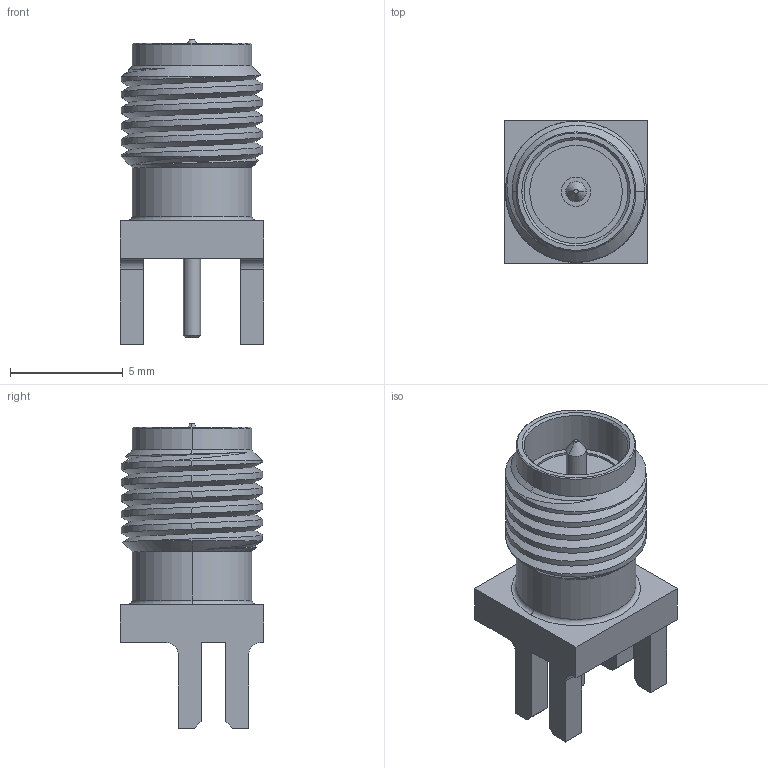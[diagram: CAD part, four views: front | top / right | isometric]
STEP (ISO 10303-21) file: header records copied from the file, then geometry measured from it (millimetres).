
FILE_DESCRIPTION (( 'STEP AP214' ), '1' );
FILE_NAME ('31-462-D3-1.1.STEP', '2024-08-12T19:45:20', ( '' ), ( '' ), 'SwSTEP 2.0', 'SolidWorks 2024', '' );
FILE_SCHEMA (( 'AUTOMOTIVE_DESIGN' ));
Length unit declared in the file: millimetre
Products named in the file (1): 31-462-D3-1.1
Bounding box: 6.35 x 6.35 x 13.49 mm (x, y, z)
Surface area: 504.3 mm2 (no closed solid volume)
Topology: 0 solids, 5 shells, 88 faces, 223 edges, 144 vertices
Faces by surface type: cylinder 34, plane 33, cone 17, torus 2, bspline 2
Entity records: 3334 total; most frequent: CARTESIAN_POINT 1238, DIRECTION 436, ORIENTED_EDGE 430, EDGE_CURVE 223, AXIS2_PLACEMENT_3D 157, VERTEX_POINT 144, LINE 122, VECTOR 122
